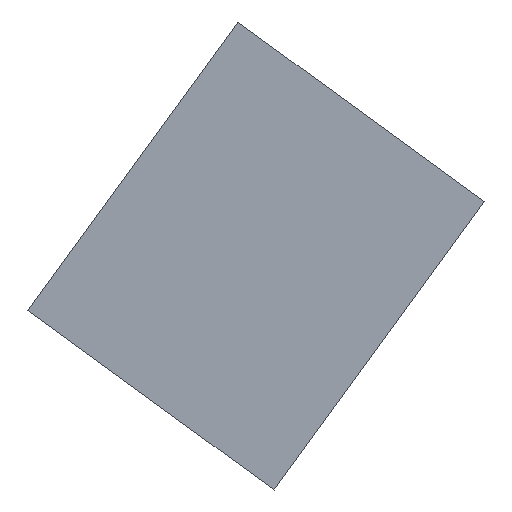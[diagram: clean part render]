
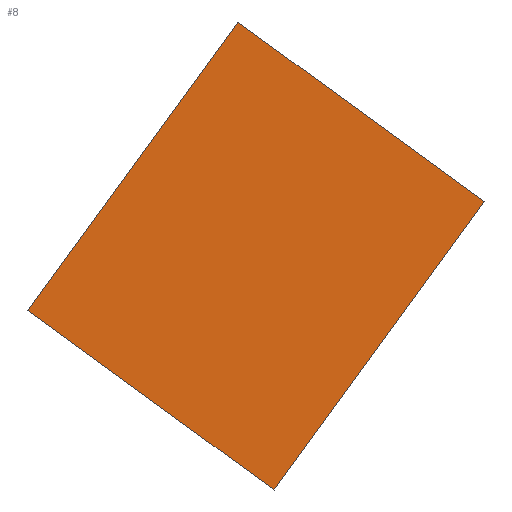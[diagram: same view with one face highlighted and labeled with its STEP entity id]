
A CAD part, front view. The second image highlights one B-rep face of the part: STEP entity #8.
In plain terms, the highlighted planar face has unit normal (0, -1, 0).
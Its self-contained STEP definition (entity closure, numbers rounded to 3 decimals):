
#8 = ADVANCED_FACE ( 'NONE', ( #196 ), #105, .T. ) ;
#10 = EDGE_CURVE ( 'NONE', #80, #78, #109, .T. ) ;
#14 = EDGE_CURVE ( 'NONE', #78, #76, #122, .T. ) ;
#17 = EDGE_CURVE ( 'NONE', #76, #75, #131, .T. ) ;
#19 = EDGE_CURVE ( 'NONE', #75, #80, #137, .T. ) ;
#45 = ORIENTED_EDGE ( 'NONE', *, *, #14, .F. ) ;
#65 = ORIENTED_EDGE ( 'NONE', *, *, #10, .F. ) ;
#66 = ORIENTED_EDGE ( 'NONE', *, *, #19, .F. ) ;
#67 = ORIENTED_EDGE ( 'NONE', *, *, #17, .F. ) ;
#69 = EDGE_LOOP ( 'NONE', ( #65, #66, #67, #45 ) ) ;
#75 = VERTEX_POINT ( 'NONE', #143 ) ;
#76 = VERTEX_POINT ( 'NONE', #144 ) ;
#78 = VERTEX_POINT ( 'NONE', #146 ) ;
#80 = VERTEX_POINT ( 'NONE', #148 ) ;
#105 = PLANE ( 'NONE',  #194 ) ;
#106 = CARTESIAN_POINT ( 'NONE',  ( 0., 0., 0. ) ) ;
#107 = DIRECTION ( 'NONE',  ( 0., -1., 0. ) ) ;
#108 = DIRECTION ( 'NONE',  ( 0., 0., -1. ) ) ;
#109 = LINE ( 'NONE', #110, #193 ) ;
#110 = CARTESIAN_POINT ( 'NONE',  ( -43.985, 0., -14.794 ) ) ;
#111 = DIRECTION ( 'NONE',  ( -0.808, 0., 0.589 ) ) ;
#122 = LINE ( 'NONE', #123, #189 ) ;
#123 = CARTESIAN_POINT ( 'NONE',  ( -43.985, 0., -14.794 ) ) ;
#124 = DIRECTION ( 'NONE',  ( 0.589, 0., 0.808 ) ) ;
#131 = LINE ( 'NONE', #132, #186 ) ;
#132 = CARTESIAN_POINT ( 'NONE',  ( -13.341, 0., 27.21 ) ) ;
#133 = DIRECTION ( 'NONE',  ( 0.808, 0., -0.589 ) ) ;
#137 = LINE ( 'NONE', #138, #184 ) ;
#138 = CARTESIAN_POINT ( 'NONE',  ( -8.061, 0., -41.002 ) ) ;
#139 = DIRECTION ( 'NONE',  ( -0.589, 0., -0.808 ) ) ;
#143 = CARTESIAN_POINT ( 'NONE',  ( 22.583, 0., 1.001 ) ) ;
#144 = CARTESIAN_POINT ( 'NONE',  ( -13.341, 0., 27.21 ) ) ;
#146 = CARTESIAN_POINT ( 'NONE',  ( -43.985, 0., -14.794 ) ) ;
#148 = CARTESIAN_POINT ( 'NONE',  ( -8.061, 0., -41.002 ) ) ;
#184 = VECTOR ( 'NONE', #139, 1000. ) ;
#186 = VECTOR ( 'NONE', #133, 1000. ) ;
#189 = VECTOR ( 'NONE', #124, 1000. ) ;
#193 = VECTOR ( 'NONE', #111, 1000. ) ;
#194 = AXIS2_PLACEMENT_3D ( 'NONE', #106, #107, #108 ) ;
#196 = FACE_OUTER_BOUND ( 'NONE', #69, .T. ) ;
